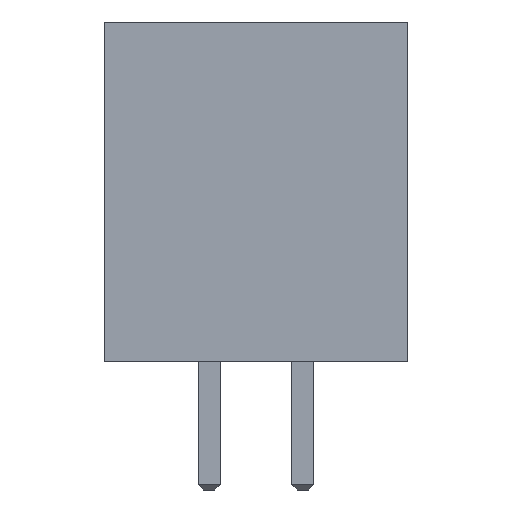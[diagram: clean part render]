
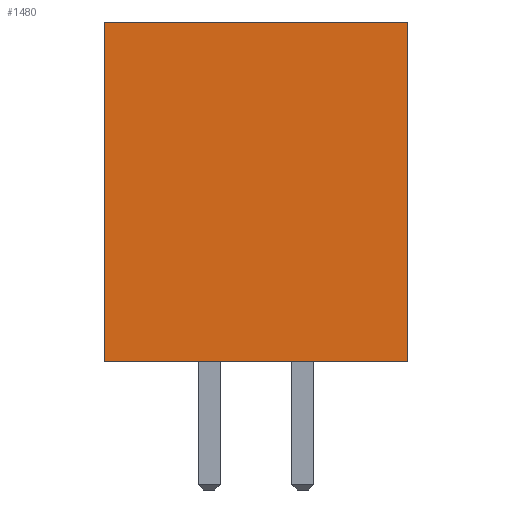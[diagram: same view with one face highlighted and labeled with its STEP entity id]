
A CAD part, front view. The second image highlights one B-rep face of the part: STEP entity #1480.
In plain terms, the highlighted planar face has unit normal (0, -1, 0).
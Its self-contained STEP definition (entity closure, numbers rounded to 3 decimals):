
#2 = CARTESIAN_POINT ( 'NONE',  ( 0., 0., 9.2 ) ) ;
#195 = VERTEX_POINT ( 'NONE', #3896 ) ;
#642 = DIRECTION ( 'NONE',  ( 1., 0., 0. ) ) ;
#1480 = ADVANCED_FACE ( 'NONE', ( #2434 ), #9788, .F. ) ;
#1583 = VERTEX_POINT ( 'NONE', #2 ) ;
#1723 = CARTESIAN_POINT ( 'NONE',  ( 0., 0., 9.2 ) ) ;
#1885 = CARTESIAN_POINT ( 'NONE',  ( 0., 0., 9.2 ) ) ;
#1968 = DIRECTION ( 'NONE',  ( 0., 0., 1. ) ) ;
#2388 = LINE ( 'NONE', #5465, #12528 ) ;
#2434 = FACE_OUTER_BOUND ( 'NONE', #4892, .T. ) ;
#2998 = VECTOR ( 'NONE', #11917, 1000. ) ;
#3183 = EDGE_CURVE ( 'NONE', #1583, #12478, #4159, .T. ) ;
#3896 = CARTESIAN_POINT ( 'NONE',  ( 8.2, 0., 9.2 ) ) ;
#4159 = LINE ( 'NONE', #11206, #10034 ) ;
#4892 = EDGE_LOOP ( 'NONE', ( #11568, #11850, #6832, #7103 ) ) ;
#4937 = DIRECTION ( 'NONE',  ( 0., 1., 0. ) ) ;
#5237 = CARTESIAN_POINT ( 'NONE',  ( 0., 0., 0. ) ) ;
#5287 = DIRECTION ( 'NONE',  ( 0., 0., -1. ) ) ;
#5465 = CARTESIAN_POINT ( 'NONE',  ( 8.2, 0., 9.2 ) ) ;
#6625 = CARTESIAN_POINT ( 'NONE',  ( 8.2, 0., 0. ) ) ;
#6832 = ORIENTED_EDGE ( 'NONE', *, *, #9373, .F. ) ;
#7103 = ORIENTED_EDGE ( 'NONE', *, *, #3183, .T. ) ;
#7282 = VECTOR ( 'NONE', #642, 1000. ) ;
#7701 = VERTEX_POINT ( 'NONE', #6625 ) ;
#7930 = LINE ( 'NONE', #8986, #2998 ) ;
#8904 = EDGE_CURVE ( 'NONE', #12478, #7701, #7930, .T. ) ;
#8986 = CARTESIAN_POINT ( 'NONE',  ( 0., 0., 0. ) ) ;
#9282 = EDGE_CURVE ( 'NONE', #195, #7701, #2388, .T. ) ;
#9373 = EDGE_CURVE ( 'NONE', #1583, #195, #11600, .T. ) ;
#9788 = PLANE ( 'NONE',  #12452 ) ;
#10034 = VECTOR ( 'NONE', #5287, 1000. ) ;
#11206 = CARTESIAN_POINT ( 'NONE',  ( 0., 0., 9.2 ) ) ;
#11252 = DIRECTION ( 'NONE',  ( 0., 0., -1. ) ) ;
#11568 = ORIENTED_EDGE ( 'NONE', *, *, #8904, .T. ) ;
#11600 = LINE ( 'NONE', #1723, #7282 ) ;
#11850 = ORIENTED_EDGE ( 'NONE', *, *, #9282, .F. ) ;
#11917 = DIRECTION ( 'NONE',  ( 1., 0., 0. ) ) ;
#12452 = AXIS2_PLACEMENT_3D ( 'NONE', #1885, #4937, #1968 ) ;
#12478 = VERTEX_POINT ( 'NONE', #5237 ) ;
#12528 = VECTOR ( 'NONE', #11252, 1000. ) ;
